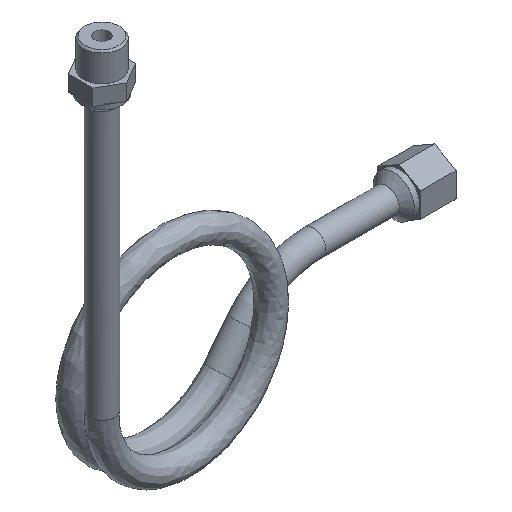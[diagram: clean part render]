
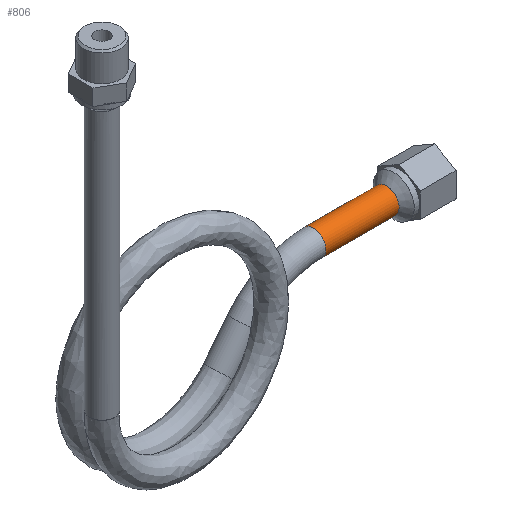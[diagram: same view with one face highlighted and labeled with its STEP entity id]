
A CAD part, isometric view. The second image highlights one B-rep face of the part: STEP entity #806.
In plain terms, the highlighted cylindrical face has radius 7 mm (diameter 14 mm), a full revolution.
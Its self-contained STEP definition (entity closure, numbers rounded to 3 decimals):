
#95=FACE_OUTER_BOUND('',#146,.T.);
#146=EDGE_LOOP('',(#661,#662,#663,#664,#665,#666,#667,#668));
#195=LINE('',#2669,#247);
#247=VECTOR('',#1104,7.);
#300=CIRCLE('',#903,7.);
#301=CIRCLE('',#904,7.);
#302=CIRCLE('',#905,7.);
#304=CIRCLE('',#908,7.);
#305=CIRCLE('',#909,7.);
#306=CIRCLE('',#910,7.);
#372=VERTEX_POINT('',#2656);
#373=VERTEX_POINT('',#2657);
#374=VERTEX_POINT('',#2659);
#375=VERTEX_POINT('',#2664);
#376=VERTEX_POINT('',#2665);
#377=VERTEX_POINT('',#2667);
#474=EDGE_CURVE('',#372,#373,#300,.T.);
#475=EDGE_CURVE('',#374,#372,#301,.T.);
#476=EDGE_CURVE('',#373,#374,#302,.T.);
#478=EDGE_CURVE('',#375,#376,#304,.T.);
#479=EDGE_CURVE('',#377,#375,#305,.T.);
#480=EDGE_CURVE('',#377,#374,#195,.T.);
#481=EDGE_CURVE('',#376,#377,#306,.T.);
#661=ORIENTED_EDGE('',*,*,#478,.F.);
#662=ORIENTED_EDGE('',*,*,#479,.F.);
#663=ORIENTED_EDGE('',*,*,#480,.T.);
#664=ORIENTED_EDGE('',*,*,#475,.T.);
#665=ORIENTED_EDGE('',*,*,#474,.T.);
#666=ORIENTED_EDGE('',*,*,#476,.T.);
#667=ORIENTED_EDGE('',*,*,#480,.F.);
#668=ORIENTED_EDGE('',*,*,#481,.F.);
#774=CYLINDRICAL_SURFACE('',#907,7.);
#806=ADVANCED_FACE('',(#95),#774,.T.);
#903=AXIS2_PLACEMENT_3D('',#2658,#1090,#1091);
#904=AXIS2_PLACEMENT_3D('',#2660,#1092,#1093);
#905=AXIS2_PLACEMENT_3D('',#2661,#1094,#1095);
#907=AXIS2_PLACEMENT_3D('',#2663,#1098,#1099);
#908=AXIS2_PLACEMENT_3D('',#2666,#1100,#1101);
#909=AXIS2_PLACEMENT_3D('',#2668,#1102,#1103);
#910=AXIS2_PLACEMENT_3D('',#2670,#1105,#1106);
#1090=DIRECTION('center_axis',(1.,0.,0.));
#1091=DIRECTION('ref_axis',(0.,-0.002,
1.));
#1092=DIRECTION('center_axis',(1.,0.,0.));
#1093=DIRECTION('ref_axis',(0.,-0.002,
1.));
#1094=DIRECTION('center_axis',(1.,0.,0.));
#1095=DIRECTION('ref_axis',(0.,-0.002,
1.));
#1098=DIRECTION('center_axis',(1.,0.,0.));
#1099=DIRECTION('ref_axis',(0.,-0.002,1.));
#1100=DIRECTION('center_axis',(1.,0.,0.));
#1101=DIRECTION('ref_axis',(0.,-0.002,
1.));
#1102=DIRECTION('center_axis',(1.,0.,0.));
#1103=DIRECTION('ref_axis',(0.,-0.002,
1.));
#1104=DIRECTION('',(-1.,0.,0.));
#1105=DIRECTION('center_axis',(1.,0.,0.));
#1106=DIRECTION('ref_axis',(0.,-0.002,
1.));
#2656=CARTESIAN_POINT('',(89.316,18.41,6.96));
#2657=CARTESIAN_POINT('',(89.316,18.406,-7.04));
#2658=CARTESIAN_POINT('Origin',(89.316,18.425,-0.04));
#2659=CARTESIAN_POINT('',(89.316,18.439,-7.04));
#2660=CARTESIAN_POINT('Origin',(89.316,18.425,-0.04));
#2661=CARTESIAN_POINT('Origin',(89.316,18.425,-0.04));
#2663=CARTESIAN_POINT('Origin',(89.316,18.425,-0.04));
#2664=CARTESIAN_POINT('',(130.5,25.425,-0.02));
#2665=CARTESIAN_POINT('',(130.5,11.425,-0.02));
#2666=CARTESIAN_POINT('Origin',(130.5,18.425,-0.04));
#2667=CARTESIAN_POINT('',(130.5,18.439,-7.04));
#2668=CARTESIAN_POINT('Origin',(130.5,18.425,-0.04));
#2669=CARTESIAN_POINT('',(89.316,18.439,-7.04));
#2670=CARTESIAN_POINT('Origin',(130.5,18.425,-0.04));
